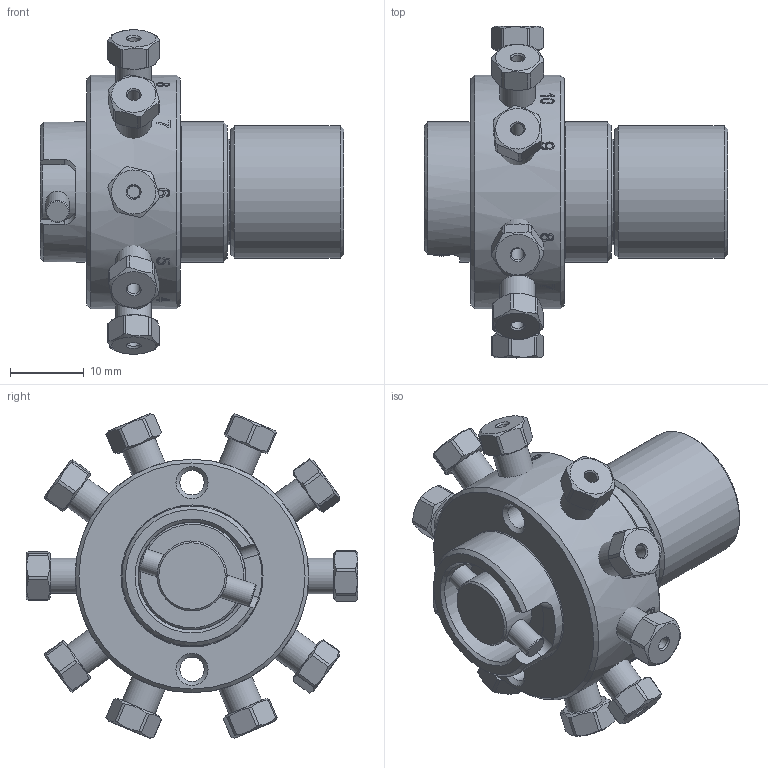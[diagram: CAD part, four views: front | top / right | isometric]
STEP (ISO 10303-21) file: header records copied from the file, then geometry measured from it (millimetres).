
FILE_DESCRIPTION((''),'2;1');
FILE_NAME('313461.stp','2013-11-12T14:28:07',('Franzp'),(''),'Autodesk Inventor 2013','Autodesk Inventor 2013','');
FILE_SCHEMA(('AUTOMOTIVE_DESIGN { 1 0 10303 214 1 1 1 1 }'));
Length unit declared in the file: millimetre
Products named in the file (1): 313461_Shrinkwrap_1
Bounding box: 41.27 x 45.13 x 44.1 mm (x, y, z)
Surface area: 8263.1 mm2 (no closed solid volume)
Topology: 0 solids, 38 shells, 264 faces, 917 edges, 701 vertices
Faces by surface type: cylinder 110, plane 103, cone 49, torus 2
Full cylindrical faces by diameter (mm): 1.727 x10, 3.175 x1, 3.18 x1, 3.302 x2, 4.826 x10, 9.525 x1, 14.4 x1, 14.681 x1, 18 x1, 19.05 x2, 31.75 x1
Entity records: 11202 total; most frequent: CARTESIAN_POINT 3884, DIRECTION 1309, ORIENTED_EDGE 1282, EDGE_CURVE 798, VERTEX_POINT 664, AXIS2_PLACEMENT_3D 562, EDGE_LOOP 397, CIRCLE 274
